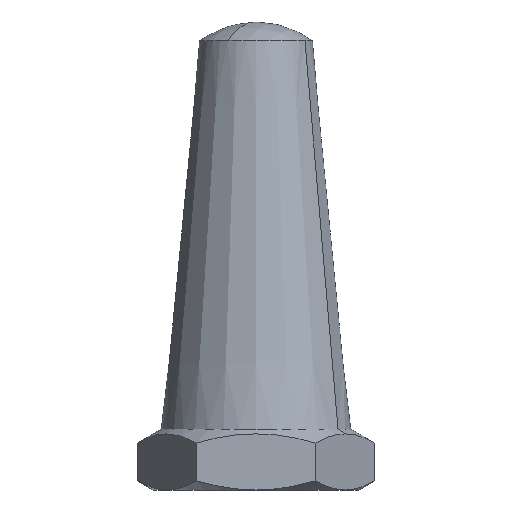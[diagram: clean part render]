
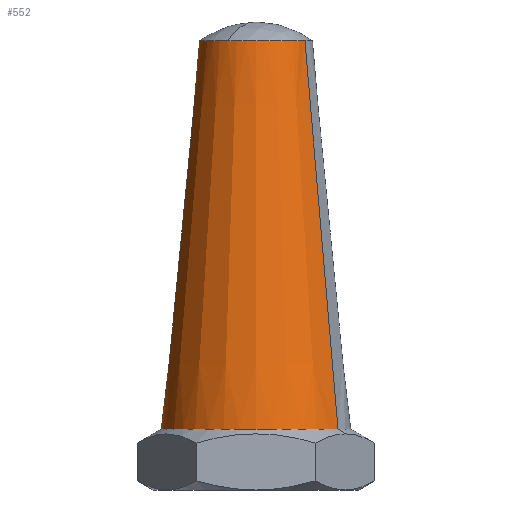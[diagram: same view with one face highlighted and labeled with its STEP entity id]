
A CAD part, left-side view. The second image highlights one B-rep face of the part: STEP entity #552.
In plain terms, the highlighted conical face has half-angle 5.626 degrees and reference radius 5.06 mm.
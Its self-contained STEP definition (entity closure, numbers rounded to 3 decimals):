
#13 = CARTESIAN_POINT ( 'NONE',  ( 0., 0., 3.254 ) ) ;
#22 = EDGE_LOOP ( 'NONE', ( #157, #572, #292, #87, #534 ) ) ;
#73 = CIRCLE ( 'NONE', #773, 3.018 ) ;
#76 = EDGE_CURVE ( 'NONE', #529, #400, #73, .T. ) ;
#87 = ORIENTED_EDGE ( 'NONE', *, *, #509, .T. ) ;
#94 = VECTOR ( 'NONE', #446, 1000. ) ;
#122 = CARTESIAN_POINT ( 'NONE',  ( 0., 0., 23.987 ) ) ;
#127 = DIRECTION ( 'NONE',  ( 0., 0., -1. ) ) ;
#143 = VECTOR ( 'NONE', #530, 1000. ) ;
#155 = CIRCLE ( 'NONE', #470, 3.018 ) ;
#157 = ORIENTED_EDGE ( 'NONE', *, *, #388, .F. ) ;
#160 = EDGE_CURVE ( 'NONE', #642, #529, #155, .T. ) ;
#167 = CIRCLE ( 'NONE', #234, 5.06 ) ;
#182 = CARTESIAN_POINT ( 'NONE',  ( -2.53, -4.382, 3.254 ) ) ;
#216 = VERTEX_POINT ( 'NONE', #182 ) ;
#234 = AXIS2_PLACEMENT_3D ( 'NONE', #507, #379, #743 ) ;
#239 = FACE_OUTER_BOUND ( 'NONE', #22, .T. ) ;
#260 = CARTESIAN_POINT ( 'NONE',  ( 2.53, 4.382, 3.254 ) ) ;
#292 = ORIENTED_EDGE ( 'NONE', *, *, #76, .T. ) ;
#300 = CARTESIAN_POINT ( 'NONE',  ( 0., 0., 23.987 ) ) ;
#348 = EDGE_CURVE ( 'NONE', #216, #671, #167, .T. ) ;
#372 = DIRECTION ( 'NONE',  ( 0.5, 0.866, 0. ) ) ;
#375 = CONICAL_SURFACE ( 'NONE', #650, 5.06, 0.098 ) ;
#377 = CARTESIAN_POINT ( 'NONE',  ( -1.509, -2.613, 23.987 ) ) ;
#379 = DIRECTION ( 'NONE',  ( 0., 0., -1. ) ) ;
#382 = CARTESIAN_POINT ( 'NONE',  ( -2.53, -4.382, 3.254 ) ) ;
#388 = EDGE_CURVE ( 'NONE', #642, #216, #705, .T. ) ;
#400 = VERTEX_POINT ( 'NONE', #463 ) ;
#446 = DIRECTION ( 'NONE',  ( -0.049, -0.085, -0.995 ) ) ;
#463 = CARTESIAN_POINT ( 'NONE',  ( 1.509, 2.613, 23.987 ) ) ;
#470 = AXIS2_PLACEMENT_3D ( 'NONE', #300, #726, #665 ) ;
#507 = CARTESIAN_POINT ( 'NONE',  ( 0., 0., 3.254 ) ) ;
#509 = EDGE_CURVE ( 'NONE', #400, #671, #666, .T. ) ;
#529 = VERTEX_POINT ( 'NONE', #553 ) ;
#530 = DIRECTION ( 'NONE',  ( 0.049, 0.085, -0.995 ) ) ;
#534 = ORIENTED_EDGE ( 'NONE', *, *, #348, .F. ) ;
#543 = CARTESIAN_POINT ( 'NONE',  ( 2.53, 4.382, 3.254 ) ) ;
#552 = ADVANCED_FACE ( 'NONE', ( #239 ), #375, .T. ) ;
#553 = CARTESIAN_POINT ( 'NONE',  ( -2.613, 1.509, 23.987 ) ) ;
#572 = ORIENTED_EDGE ( 'NONE', *, *, #160, .T. ) ;
#595 = DIRECTION ( 'NONE',  ( 0.5, 0.866, 0. ) ) ;
#642 = VERTEX_POINT ( 'NONE', #377 ) ;
#650 = AXIS2_PLACEMENT_3D ( 'NONE', #13, #720, #595 ) ;
#665 = DIRECTION ( 'NONE',  ( 0.5, 0.866, 0. ) ) ;
#666 = LINE ( 'NONE', #543, #143 ) ;
#671 = VERTEX_POINT ( 'NONE', #260 ) ;
#705 = LINE ( 'NONE', #382, #94 ) ;
#720 = DIRECTION ( 'NONE',  ( 0., 0., -1. ) ) ;
#726 = DIRECTION ( 'NONE',  ( 0., 0., -1. ) ) ;
#743 = DIRECTION ( 'NONE',  ( 0.5, 0.866, 0. ) ) ;
#773 = AXIS2_PLACEMENT_3D ( 'NONE', #122, #127, #372 ) ;
